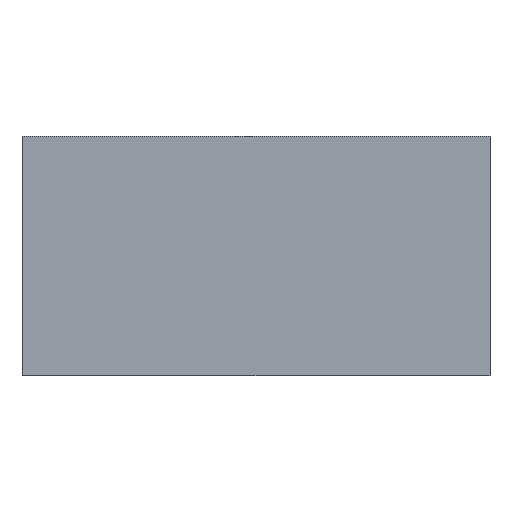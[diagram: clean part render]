
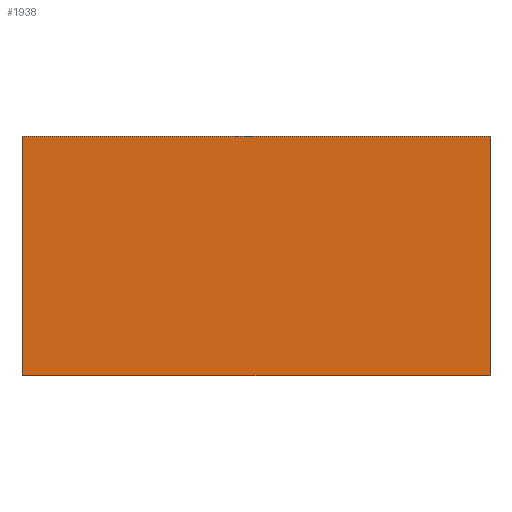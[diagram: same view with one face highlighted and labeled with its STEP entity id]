
A CAD part, front view. The second image highlights one B-rep face of the part: STEP entity #1938.
In plain terms, the highlighted face is planar.
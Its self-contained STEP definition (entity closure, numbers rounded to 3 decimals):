
#200=LINE('',#2988,#323);
#203=LINE('',#3020,#326);
#208=LINE('',#3040,#331);
#214=LINE('',#3052,#337);
#215=LINE('',#3054,#338);
#216=LINE('',#3055,#339);
#217=LINE('',#3057,#340);
#218=LINE('',#3058,#341);
#323=VECTOR('',#2248,1000.);
#326=VECTOR('',#2253,1000.);
#331=VECTOR('',#2260,1000.);
#337=VECTOR('',#2272,1000.);
#338=VECTOR('',#2275,1000.);
#339=VECTOR('',#2276,1000.);
#340=VECTOR('',#2277,1000.);
#341=VECTOR('',#2278,1000.);
#647=ORIENTED_EDGE('',*,*,#896,.F.);
#648=ORIENTED_EDGE('',*,*,#918,.F.);
#649=ORIENTED_EDGE('',*,*,#911,.T.);
#650=ORIENTED_EDGE('',*,*,#919,.T.);
#651=ORIENTED_EDGE('',*,*,#920,.F.);
#652=ORIENTED_EDGE('',*,*,#917,.F.);
#653=ORIENTED_EDGE('',*,*,#904,.T.);
#654=ORIENTED_EDGE('',*,*,#921,.F.);
#896=EDGE_CURVE('',#1039,#1040,#200,.F.);
#904=EDGE_CURVE('',#1048,#1047,#203,.T.);
#911=EDGE_CURVE('',#1054,#1053,#208,.T.);
#917=EDGE_CURVE('',#1048,#1056,#214,.T.);
#918=EDGE_CURVE('',#1054,#1039,#215,.T.);
#919=EDGE_CURVE('',#1053,#1057,#216,.T.);
#920=EDGE_CURVE('',#1056,#1057,#217,.T.);
#921=EDGE_CURVE('',#1040,#1047,#218,.T.);
#1039=VERTEX_POINT('',#2987);
#1040=VERTEX_POINT('',#2989);
#1047=VERTEX_POINT('',#3019);
#1048=VERTEX_POINT('',#3021);
#1053=VERTEX_POINT('',#3039);
#1054=VERTEX_POINT('',#3041);
#1056=VERTEX_POINT('',#3051);
#1057=VERTEX_POINT('',#3056);
#1140=EDGE_LOOP('',(#647,#648,#649,#650,#651,#652,#653,#654));
#1234=FACE_BOUND('',#1140,.T.);
#1312=PLANE('',#2017);
#1938=ADVANCED_FACE('',(#1234),#1312,.F.);
#2017=AXIS2_PLACEMENT_3D('',#3053,#2273,#2274);
#2248=DIRECTION('',(1.,0.,0.));
#2253=DIRECTION('',(1.,0.,0.));
#2260=DIRECTION('',(0.,0.,-1.));
#2272=DIRECTION('',(-1.,0.,0.));
#2273=DIRECTION('',(0.,-1.,0.));
#2274=DIRECTION('',(0.,0.,-1.));
#2275=DIRECTION('',(-1.,0.,0.));
#2276=DIRECTION('',(-1.,0.,0.));
#2277=DIRECTION('',(0.,0.,-1.));
#2278=DIRECTION('',(-1.,0.,0.));
#2987=CARTESIAN_POINT('',(1.6,2.05,2.1));
#2988=CARTESIAN_POINT('',(0.,2.05,2.1));
#2989=CARTESIAN_POINT('',(0.8,2.05,2.1));
#3019=CARTESIAN_POINT('',(-0.8,2.05,2.1));
#3020=CARTESIAN_POINT('',(2.05,2.05,2.1));
#3021=CARTESIAN_POINT('',(-1.6,2.05,2.1));
#3039=CARTESIAN_POINT('',(2.05,2.05,0.));
#3040=CARTESIAN_POINT('',(2.05,2.05,2.1));
#3041=CARTESIAN_POINT('',(2.05,2.05,2.1));
#3051=CARTESIAN_POINT('',(-2.05,2.05,2.1));
#3052=CARTESIAN_POINT('',(2.05,2.05,2.1));
#3053=CARTESIAN_POINT('',(2.05,2.05,2.1));
#3054=CARTESIAN_POINT('',(2.05,2.05,2.1));
#3055=CARTESIAN_POINT('',(2.05,2.05,0.));
#3056=CARTESIAN_POINT('',(-2.05,2.05,0.));
#3057=CARTESIAN_POINT('',(-2.05,2.05,2.1));
#3058=CARTESIAN_POINT('',(2.05,2.05,2.1));
